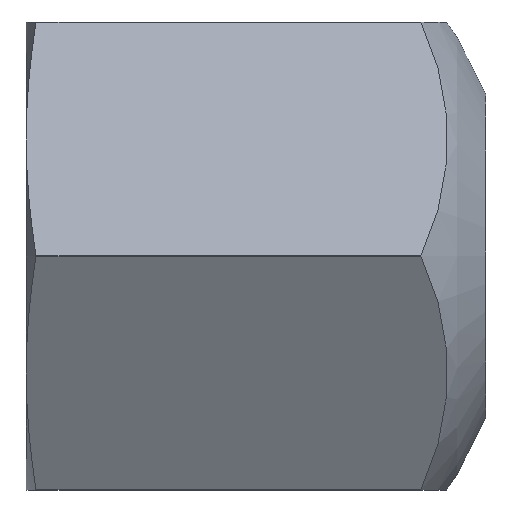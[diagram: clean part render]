
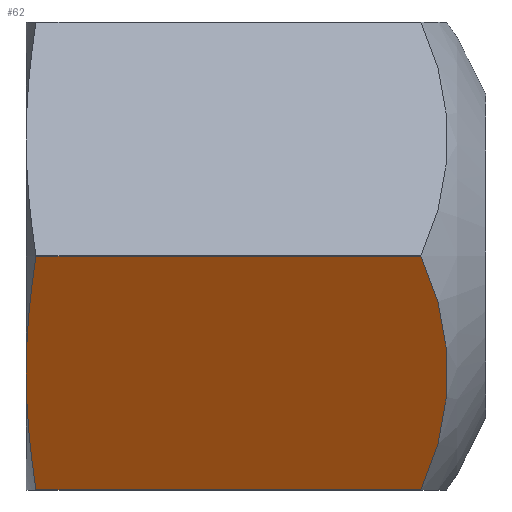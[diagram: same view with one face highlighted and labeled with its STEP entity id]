
A CAD part, front view. The second image highlights one B-rep face of the part: STEP entity #62.
In plain terms, the highlighted planar face has unit normal (0, -0.866, -0.5).
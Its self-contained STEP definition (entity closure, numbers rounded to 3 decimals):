
#62 = ADVANCED_FACE( '', ( #135 ), #136, .F. );
#135 = FACE_OUTER_BOUND( '', #220, .T. );
#136 = PLANE( '', #221 );
#220 = EDGE_LOOP( '', ( #333, #334, #335, #336, #337 ) );
#221 = AXIS2_PLACEMENT_3D( '', #338, #339, #340 );
#333 = ORIENTED_EDGE( '', *, *, #510, .F. );
#334 = ORIENTED_EDGE( '', *, *, #511, .T. );
#335 = ORIENTED_EDGE( '', *, *, #499, .F. );
#336 = ORIENTED_EDGE( '', *, *, #512, .F. );
#337 = ORIENTED_EDGE( '', *, *, #513, .F. );
#338 = CARTESIAN_POINT( '', ( 0., -31.754, 0. ) );
#339 = DIRECTION( '', ( 0., 0.866, 0.5 ) );
#340 = DIRECTION( '', ( 0., -0.5, 0.866 ) );
#499 = EDGE_CURVE( '', #589, #591, #592, .T. );
#510 = EDGE_CURVE( '', #608, #609, #610, .F. );
#511 = EDGE_CURVE( '', #608, #591, #611, .F. );
#512 = EDGE_CURVE( '', #612, #589, #613, .T. );
#513 = EDGE_CURVE( '', #609, #612, #614, .T. );
#589 = VERTEX_POINT( '', #726 );
#591 = VERTEX_POINT( '', #728 );
#592 = LINE( '', #729, #730 );
#608 = VERTEX_POINT( '', #753 );
#609 = VERTEX_POINT( '', #754 );
#610 = LINE( '', #755, #756 );
#611 = CIRCLE( '', #757, 41.758 );
#612 = VERTEX_POINT( '', #758 );
#613 = B_SPLINE_CURVE_WITH_KNOTS( '', 3, ( #759, #760, #761, #762, #763, #764 ), .UNSPECIFIED., .F., .F., ( 4, 2, 4 ), ( 0.016, 0.024, 0.032 ), .UNSPECIFIED. );
#614 = B_SPLINE_CURVE_WITH_KNOTS( '', 3, ( #765, #766, #767, #768, #769, #770 ), .UNSPECIFIED., .F., .F., ( 4, 2, 4 ), ( 0., 0.008, 0.016 ), .UNSPECIFIED. );
#726 = CARTESIAN_POINT( '', ( -52.861, -31.75, -0.007 ) );
#728 = CARTESIAN_POINT( '', ( -7.624, -31.75, -0.007 ) );
#729 = CARTESIAN_POINT( '', ( 0., -31.75, -0.007 ) );
#730 = VECTOR( '', #877, 1000. );
#753 = CARTESIAN_POINT( '', ( -7.624, -15.881, -27.493 ) );
#754 = CARTESIAN_POINT( '', ( -52.861, -15.881, -27.493 ) );
#755 = CARTESIAN_POINT( '', ( 0., -15.881, -27.493 ) );
#756 = VECTOR( '', #892, 1000. );
#757 = AXIS2_PLACEMENT_3D( '', #893, #894, #895 );
#758 = CARTESIAN_POINT( '', ( -54., -23.816, -13.75 ) );
#759 = CARTESIAN_POINT( '', ( -54., -23.816, -13.75 ) );
#760 = CARTESIAN_POINT( '', ( -54., -25.138, -11.46 ) );
#761 = CARTESIAN_POINT( '', ( -53.896, -26.46, -9.169 ) );
#762 = CARTESIAN_POINT( '', ( -53.503, -29.105, -4.588 ) );
#763 = CARTESIAN_POINT( '', ( -53.215, -30.428, -2.298 ) );
#764 = CARTESIAN_POINT( '', ( -52.861, -31.75, -0.007 ) );
#765 = CARTESIAN_POINT( '', ( -52.861, -15.881, -27.493 ) );
#766 = CARTESIAN_POINT( '', ( -53.215, -17.204, -25.202 ) );
#767 = CARTESIAN_POINT( '', ( -53.503, -18.526, -22.912 ) );
#768 = CARTESIAN_POINT( '', ( -53.896, -21.171, -18.331 ) );
#769 = CARTESIAN_POINT( '', ( -54., -22.493, -16.04 ) );
#770 = CARTESIAN_POINT( '', ( -54., -23.816, -13.75 ) );
#877 = DIRECTION( '', ( 1., 0., 0. ) );
#892 = DIRECTION( '', ( 1., 0., 0. ) );
#893 = CARTESIAN_POINT( '', ( -46.249, -23.816, -13.75 ) );
#894 = DIRECTION( '', ( 0., 0.866, 0.5 ) );
#895 = DIRECTION( '', ( 0., -0.5, 0.866 ) );
